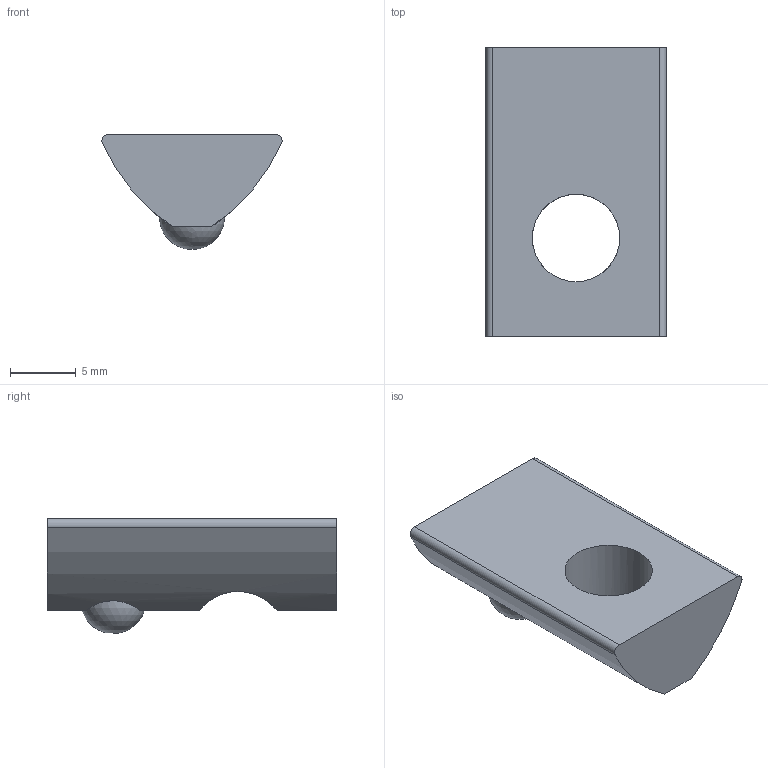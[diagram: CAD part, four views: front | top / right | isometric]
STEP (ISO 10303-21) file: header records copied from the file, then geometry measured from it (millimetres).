
FILE_DESCRIPTION(/* description */ ('Nutenstein einschwenkbar mit Federkugel ES M8, Nut 8'),/* implementation_level */ '2;1');
FILE_NAME(/* name */ '282200110 Nutenstein einschwenkbar mit Federkugel ES M8 N8.stp',/* time_stamp */ '2019-10-14T09:23:07+02:00',/* author */ ('wheldmann'),/* organization */ (''),/* preprocessor_version */ 'ST-DEVELOPER v17.2',/* originating_system */ 'Autodesk Inventor 2019',/* authorisation */ '');
FILE_SCHEMA (('AUTOMOTIVE_DESIGN { 1 0 10303 214 3 1 1 }'));
Length unit declared in the file: millimetre
Products named in the file (1): 282200110
Bounding box: 13.7 x 22 x 8.75 mm (x, y, z)
Volume: 1285.2 mm3; surface area: 977.6 mm2
Topology: 1 solids, 1 shells, 14 faces, 42 edges, 29 vertices
Faces by surface type: plane 7, cylinder 6, sphere 1
Full cylindrical faces by diameter (mm): 5.002 x1, 6.647 x1
Entity records: 585 total; most frequent: CARTESIAN_POINT 140, DIRECTION 86, ORIENTED_EDGE 82, EDGE_CURVE 41, AXIS2_PLACEMENT_3D 35, VERTEX_POINT 29, CIRCLE 20, EDGE_LOOP 16
